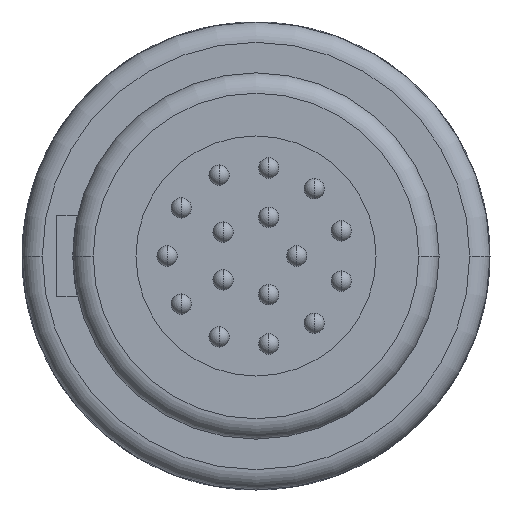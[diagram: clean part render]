
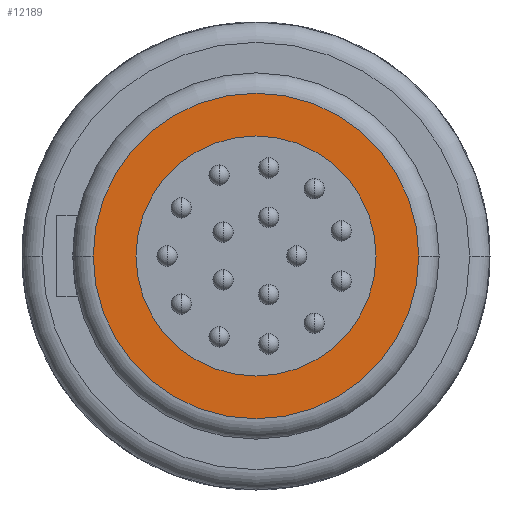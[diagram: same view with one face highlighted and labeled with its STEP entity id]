
A CAD part, left-side view. The second image highlights one B-rep face of the part: STEP entity #12189.
In plain terms, the highlighted planar face has unit normal (-1, 0, 0).
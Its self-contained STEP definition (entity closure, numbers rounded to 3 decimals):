
#3291=CARTESIAN_POINT('',(-14.2,0.,0.));
#3292=DIRECTION('',(-1.,0.,0.));
#3293=DIRECTION('',(0.,1.,0.));
#3294=AXIS2_PLACEMENT_3D('',#3291,#3292,#3293);
#3700=CARTESIAN_POINT('',(-14.2,0.,0.));
#3701=DIRECTION('',(1.,0.,0.));
#3702=DIRECTION('',(0.,1.,0.));
#3703=AXIS2_PLACEMENT_3D('',#3700,#3701,#3702);
#4313=CARTESIAN_POINT('',(-14.2,0.,0.));
#4314=DIRECTION('',(-1.,0.,0.));
#4315=DIRECTION('',(0.,-1.,0.));
#4316=AXIS2_PLACEMENT_3D('',#4313,#4314,#4315);
#4318=CARTESIAN_POINT('',(-14.2,0.,0.));
#4319=DIRECTION('',(-1.,0.,0.));
#4320=DIRECTION('',(0.,1.,0.));
#4321=AXIS2_PLACEMENT_3D('',#4318,#4319,#4320);
#7454=CARTESIAN_POINT('',(-14.2,2.95,0.));
#7455=CARTESIAN_POINT('',(-14.2,-2.95,0.));
#7456=VERTEX_POINT('',#7454);
#7457=VERTEX_POINT('',#7455);
#7466=CARTESIAN_POINT('',(-14.2,-4.,0.));
#7467=CARTESIAN_POINT('',(-14.2,4.,0.));
#7468=VERTEX_POINT('',#7466);
#7469=VERTEX_POINT('',#7467);
#12174=CARTESIAN_POINT('',(-14.2,0.,0.));
#12175=DIRECTION('',(1.,0.,0.));
#12176=DIRECTION('',(0.,-1.,0.));
#12177=AXIS2_PLACEMENT_3D('',#12174,#12175,#12176);
#12178=PLANE('',#12177);
#12180=ORIENTED_EDGE('',*,*,#12179,.F.);
#12182=ORIENTED_EDGE('',*,*,#12181,.F.);
#12183=EDGE_LOOP('',(#12180,#12182));
#12184=FACE_OUTER_BOUND('',#12183,.F.);
#12185=ORIENTED_EDGE('',*,*,#10768,.F.);
#12186=ORIENTED_EDGE('',*,*,#10279,.T.);
#12187=EDGE_LOOP('',(#12185,#12186));
#12188=FACE_BOUND('',#12187,.F.);
#3295=CIRCLE('',#3294,2.95);
#3704=CIRCLE('',#3703,2.95);
#4317=CIRCLE('',#4316,4.);
#4322=CIRCLE('',#4321,4.);
#10279=EDGE_CURVE('',#7456,#7457,#3295,.T.);
#10768=EDGE_CURVE('',#7456,#7457,#3704,.T.);
#12179=EDGE_CURVE('',#7468,#7469,#4317,.T.);
#12181=EDGE_CURVE('',#7469,#7468,#4322,.T.);
#12189=ADVANCED_FACE('',(#12184,#12188),#12178,.F.);
